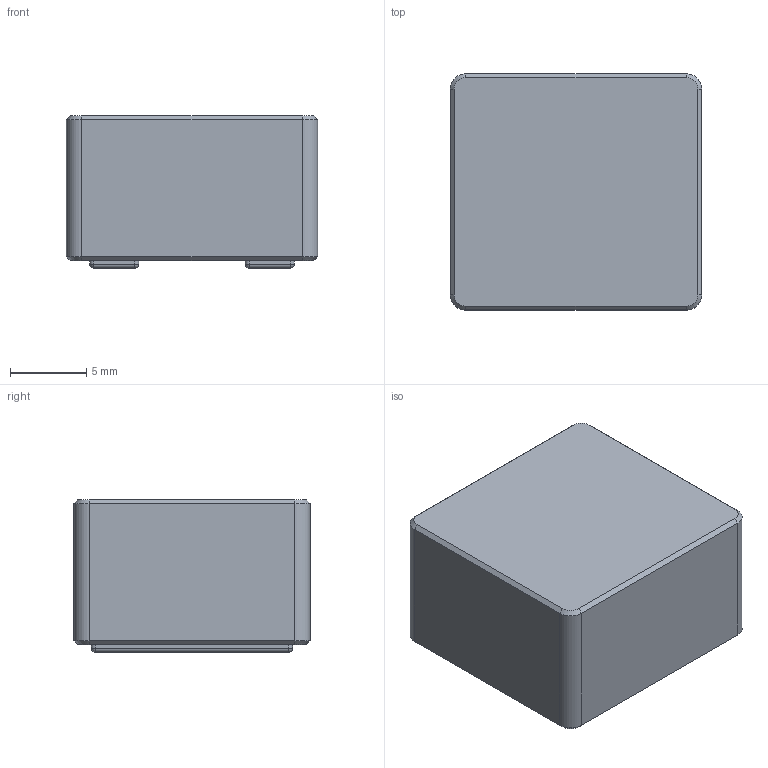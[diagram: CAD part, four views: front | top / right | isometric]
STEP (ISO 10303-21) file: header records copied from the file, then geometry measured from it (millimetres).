
FILE_DESCRIPTION(/* description */ (''),/* implementation_level */ '2;1');
FILE_NAME(/* name */ 'YSPIT1510A.stp',/* time_stamp */ '2024-09-16T00:21:31-04:00',/* author */ ('Ishaan'),/* organization */ (''),/* preprocessor_version */ 'ST-DEVELOPER v19.2',/* originating_system */ 'Autodesk Inventor 2024',/* authorisation */ '');
FILE_SCHEMA (('AUTOMOTIVE_DESIGN { 1 0 10303 214 3 1 1 }'));
Length unit declared in the file: millimetre
Products named in the file (1): YSPIT1510A
Bounding box: 16.5 x 15.5 x 10 mm (x, y, z)
Volume: 2458.9 mm3; surface area: 1108.4 mm2
Topology: 1 solids, 1 shells, 60 faces, 128 edges, 72 vertices
Faces by surface type: plane 24, cylinder 20, cone 8, sphere 8
Entity records: 1701 total; most frequent: DIRECTION 298, CARTESIAN_POINT 261, ORIENTED_EDGE 256, EDGE_CURVE 128, AXIS2_PLACEMENT_3D 109, LINE 80, VECTOR 80, VERTEX_POINT 72
